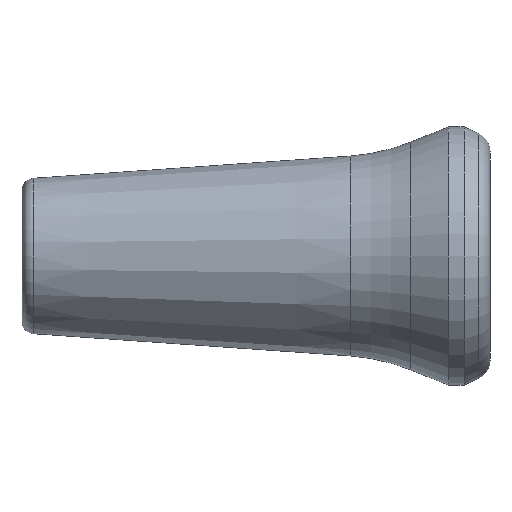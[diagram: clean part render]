
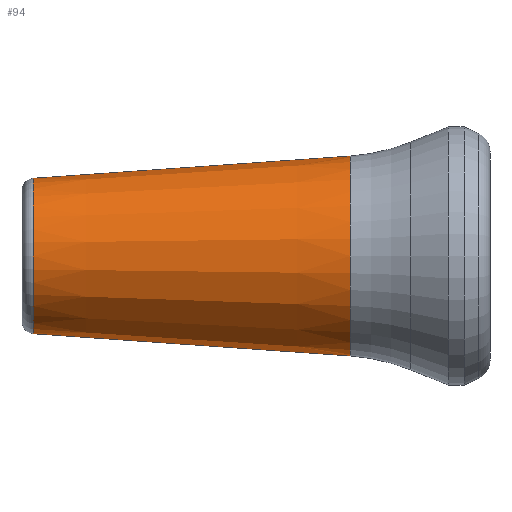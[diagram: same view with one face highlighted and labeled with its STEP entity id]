
A CAD part, front view. The second image highlights one B-rep face of the part: STEP entity #94.
In plain terms, the highlighted conical face has half-angle 4 degrees and reference radius 6.399 mm.
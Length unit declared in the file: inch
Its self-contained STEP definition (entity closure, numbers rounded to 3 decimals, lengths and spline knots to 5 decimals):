
#8 = VERTEX_POINT ( 'NONE', #272 ) ;
#10 = EDGE_CURVE ( 'NONE', #8, #16, #271, .T. ) ;
#16 = VERTEX_POINT ( 'NONE', #325 ) ;
#94 = ADVANCED_FACE ( 'NONE', ( #402 ), #401, .T. ) ;
#95 = EDGE_LOOP ( 'NONE', ( #96, #97, #99, #100 ) ) ;
#96 = ORIENTED_EDGE ( 'NONE', *, *, #286, .F. ) ;
#97 = ORIENTED_EDGE ( 'NONE', *, *, #98, .T. ) ;
#98 = EDGE_CURVE ( 'NONE', #291, #222, #396, .T. ) ;
#99 = ORIENTED_EDGE ( 'NONE', *, *, #284, .T. ) ;
#100 = ORIENTED_EDGE ( 'NONE', *, *, #10, .F. ) ;
#222 = VERTEX_POINT ( 'NONE', #634 ) ;
#267 = DIRECTION ( 'NONE',  ( 0., 0., -1. ) ) ;
#268 = DIRECTION ( 'NONE',  ( 1., 0., 0. ) ) ;
#269 = CARTESIAN_POINT ( 'NONE',  ( -0.35245, 0., 0. ) ) ;
#270 = AXIS2_PLACEMENT_3D ( 'NONE', #269, #268, #267 ) ;
#271 = CIRCLE ( 'NONE', #270, 0.25192 ) ;
#272 = CARTESIAN_POINT ( 'NONE',  ( -0.35245, 0., 0.25192 ) ) ;
#284 = EDGE_CURVE ( 'NONE', #222, #16, #701, .T. ) ;
#286 = EDGE_CURVE ( 'NONE', #291, #8, #693, .T. ) ;
#291 = VERTEX_POINT ( 'NONE', #682 ) ;
#325 = CARTESIAN_POINT ( 'NONE',  ( -0.35245, 0., -0.25192 ) ) ;
#393 = DIRECTION ( 'NONE',  ( 0., 0., -1. ) ) ;
#394 = DIRECTION ( 'NONE',  ( 1., 0., 0. ) ) ;
#395 = AXIS2_PLACEMENT_3D ( 'NONE', #400, #394, #393 ) ;
#396 = CIRCLE ( 'NONE', #395, 0.196 ) ;
#397 = DIRECTION ( 'NONE',  ( 0., 0., -1. ) ) ;
#398 = DIRECTION ( 'NONE',  ( 1., 0., 0. ) ) ;
#399 = AXIS2_PLACEMENT_3D ( 'NONE', #407, #398, #397 ) ;
#400 = CARTESIAN_POINT ( 'NONE',  ( -1.15209, 0., 0. ) ) ;
#401 = CONICAL_SURFACE ( 'NONE', #399, 0.25192, 0.07 ) ;
#402 = FACE_OUTER_BOUND ( 'NONE', #95, .T. ) ;
#407 = CARTESIAN_POINT ( 'NONE',  ( -0.35245, 0., 0. ) ) ;
#634 = CARTESIAN_POINT ( 'NONE',  ( -1.15209, 0., -0.196 ) ) ;
#682 = CARTESIAN_POINT ( 'NONE',  ( -1.15209, 0., 0.196 ) ) ;
#690 = DIRECTION ( 'NONE',  ( 0.998, 0., 0.07 ) ) ;
#691 = VECTOR ( 'NONE', #690, 39.37008 ) ;
#692 = CARTESIAN_POINT ( 'NONE',  ( -0.35245, 0., 0.25192 ) ) ;
#693 = LINE ( 'NONE', #692, #691 ) ;
#694 = DIRECTION ( 'NONE',  ( 0.998, 0., -0.07 ) ) ;
#695 = VECTOR ( 'NONE', #694, 39.37008 ) ;
#696 = CARTESIAN_POINT ( 'NONE',  ( -0.35245, 0., -0.25192 ) ) ;
#701 = LINE ( 'NONE', #696, #695 ) ;
